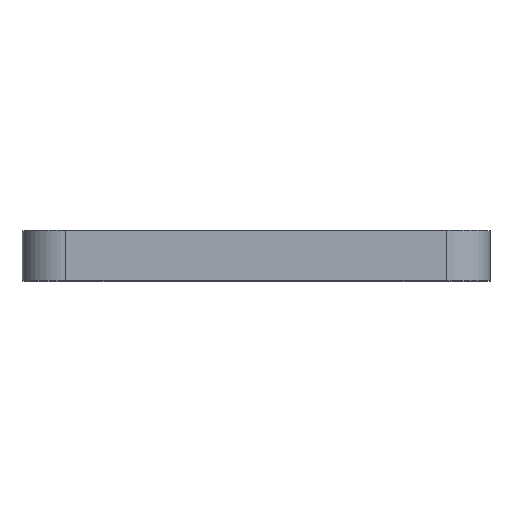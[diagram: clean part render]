
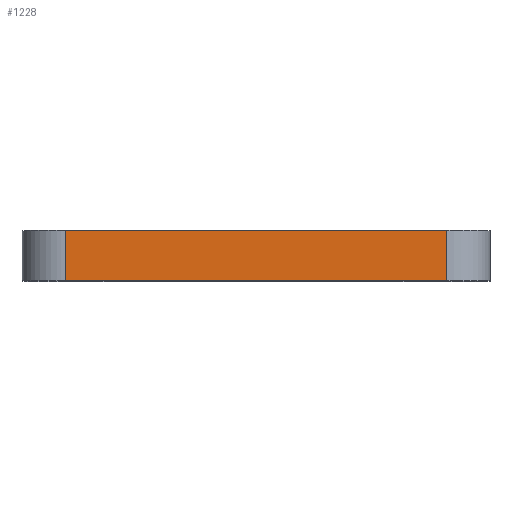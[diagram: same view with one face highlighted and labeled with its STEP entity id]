
A CAD part, top view. The second image highlights one B-rep face of the part: STEP entity #1228.
In plain terms, the highlighted planar face has unit normal (0, 0, 1).
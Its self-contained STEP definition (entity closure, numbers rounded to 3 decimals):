
#89=FACE_OUTER_BOUND('',#154,.T.);
#154=EDGE_LOOP('',(#1061,#1062,#1063,#1064));
#187=LINE('',#2566,#315);
#249=LINE('',#3296,#377);
#290=LINE('',#3507,#418);
#291=LINE('',#3508,#419);
#315=VECTOR('',#1330,10.);
#377=VECTOR('',#1414,10.);
#418=VECTOR('',#1493,10.);
#419=VECTOR('',#1494,10.);
#502=VERTEX_POINT('',#2564);
#503=VERTEX_POINT('',#2565);
#571=VERTEX_POINT('',#3248);
#572=VERTEX_POINT('',#3295);
#632=EDGE_CURVE('',#502,#503,#187,.T.);
#718=EDGE_CURVE('',#572,#571,#249,.T.);
#770=EDGE_CURVE('',#571,#502,#290,.T.);
#771=EDGE_CURVE('',#572,#503,#291,.T.);
#1061=ORIENTED_EDGE('',*,*,#718,.T.);
#1062=ORIENTED_EDGE('',*,*,#770,.T.);
#1063=ORIENTED_EDGE('',*,*,#632,.T.);
#1064=ORIENTED_EDGE('',*,*,#771,.F.);
#1177=PLANE('',#1296);
#1228=ADVANCED_FACE('',(#89),#1177,.T.);
#1296=AXIS2_PLACEMENT_3D('',#3506,#1491,#1492);
#1330=DIRECTION('',(-1.,0.,0.));
#1414=DIRECTION('',(1.,0.,0.));
#1491=DIRECTION('center_axis',(0.,0.,1.));
#1492=DIRECTION('ref_axis',(1.,0.,0.));
#1493=DIRECTION('',(0.,1.,0.));
#1494=DIRECTION('',(0.,1.,0.));
#2564=CARTESIAN_POINT('',(49.005,6.205,0.));
#2565=CARTESIAN_POINT('',(5.005,6.205,0.));
#2566=CARTESIAN_POINT('',(56.614,6.205,0.));
#3248=CARTESIAN_POINT('',(49.005,0.405,0.));
#3295=CARTESIAN_POINT('',(5.005,0.405,0.));
#3296=CARTESIAN_POINT('',(80.598,0.405,0.));
#3506=CARTESIAN_POINT('Origin',(54.005,4.555,0.));
#3507=CARTESIAN_POINT('',(49.005,0.405,0.));
#3508=CARTESIAN_POINT('',(5.005,0.405,0.));
